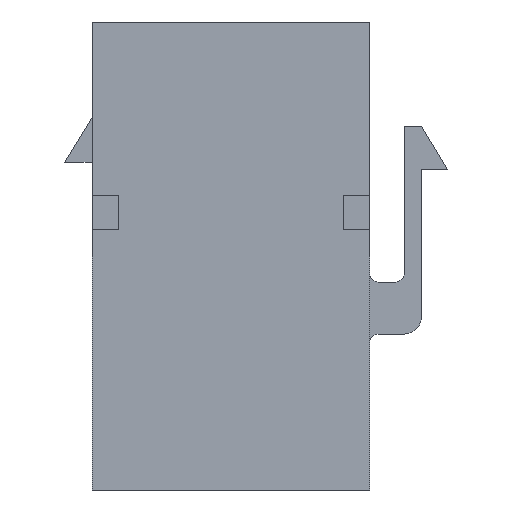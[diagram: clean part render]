
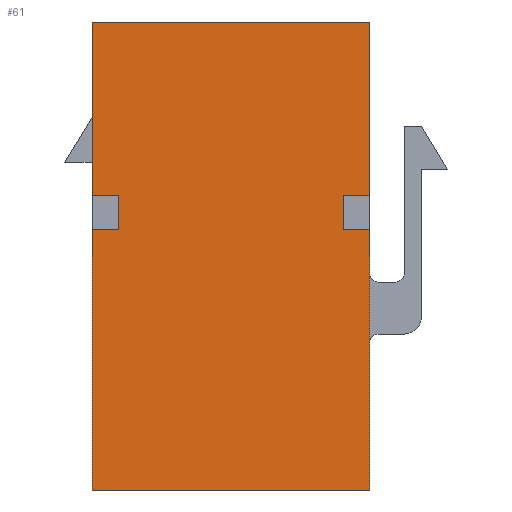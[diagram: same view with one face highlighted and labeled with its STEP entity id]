
A CAD part, left-side view. The second image highlights one B-rep face of the part: STEP entity #61.
In plain terms, the highlighted planar face has unit normal (-1, 0, 0).
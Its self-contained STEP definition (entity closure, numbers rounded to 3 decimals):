
#61 = ADVANCED_FACE ( 'NONE', ( #244 ), #1181, .F. ) ;
#94 = CARTESIAN_POINT ( 'NONE',  ( -7.25, -8., 0. ) ) ;
#127 = VERTEX_POINT ( 'NONE', #1831 ) ;
#205 = ORIENTED_EDGE ( 'NONE', *, *, #1369, .T. ) ;
#223 = VERTEX_POINT ( 'NONE', #828 ) ;
#244 = FACE_OUTER_BOUND ( 'NONE', #517, .T. ) ;
#251 = CARTESIAN_POINT ( 'NONE',  ( -7.25, -6.5, 15. ) ) ;
#262 = CARTESIAN_POINT ( 'NONE',  ( -7.25, 8., 17. ) ) ;
#292 = DIRECTION ( 'NONE',  ( 0., -1., 0. ) ) ;
#294 = VECTOR ( 'NONE', #2163, 1000. ) ;
#320 = EDGE_CURVE ( 'NONE', #854, #739, #1654, .T. ) ;
#321 = LINE ( 'NONE', #94, #1994 ) ;
#327 = ORIENTED_EDGE ( 'NONE', *, *, #1553, .T. ) ;
#330 = CARTESIAN_POINT ( 'NONE',  ( -7.25, -6.5, 15. ) ) ;
#341 = CARTESIAN_POINT ( 'NONE',  ( -7.25, 8., 27. ) ) ;
#342 = DIRECTION ( 'NONE',  ( 0., 0., -1. ) ) ;
#355 = ORIENTED_EDGE ( 'NONE', *, *, #392, .T. ) ;
#362 = VERTEX_POINT ( 'NONE', #251 ) ;
#392 = EDGE_CURVE ( 'NONE', #1851, #2063, #716, .T. ) ;
#455 = CARTESIAN_POINT ( 'NONE',  ( -7.25, 6.5, 15. ) ) ;
#464 = EDGE_CURVE ( 'NONE', #127, #362, #1442, .T. ) ;
#465 = CARTESIAN_POINT ( 'NONE',  ( -7.25, 8., 15. ) ) ;
#517 = EDGE_LOOP ( 'NONE', ( #1122, #1903, #639, #1195, #722, #2081, #720, #355, #327, #1500, #205, #2118 ) ) ;
#578 = LINE ( 'NONE', #1498, #1864 ) ;
#602 = DIRECTION ( 'NONE',  ( 0., 0., -1. ) ) ;
#639 = ORIENTED_EDGE ( 'NONE', *, *, #976, .T. ) ;
#646 = VERTEX_POINT ( 'NONE', #1000 ) ;
#649 = CARTESIAN_POINT ( 'NONE',  ( -7.25, -8., 27. ) ) ;
#683 = VECTOR ( 'NONE', #798, 1000. ) ;
#698 = EDGE_CURVE ( 'NONE', #223, #1526, #578, .T. ) ;
#706 = LINE ( 'NONE', #1785, #1155 ) ;
#713 = CARTESIAN_POINT ( 'NONE',  ( -7.25, -8., 27. ) ) ;
#716 = LINE ( 'NONE', #455, #1542 ) ;
#720 = ORIENTED_EDGE ( 'NONE', *, *, #1158, .F. ) ;
#722 = ORIENTED_EDGE ( 'NONE', *, *, #320, .F. ) ;
#739 = VERTEX_POINT ( 'NONE', #649 ) ;
#770 = VECTOR ( 'NONE', #960, 1000. ) ;
#798 = DIRECTION ( 'NONE',  ( 0., 1., 0. ) ) ;
#809 = CARTESIAN_POINT ( 'NONE',  ( -7.25, -8., 0. ) ) ;
#828 = CARTESIAN_POINT ( 'NONE',  ( -7.25, -8., 15. ) ) ;
#854 = VERTEX_POINT ( 'NONE', #1026 ) ;
#862 = DIRECTION ( 'NONE',  ( 0., 1., 0. ) ) ;
#894 = EDGE_CURVE ( 'NONE', #739, #646, #1108, .T. ) ;
#923 = LINE ( 'NONE', #341, #1809 ) ;
#949 = CARTESIAN_POINT ( 'NONE',  ( -7.25, 8., 0. ) ) ;
#960 = DIRECTION ( 'NONE',  ( 0., -1., 0. ) ) ;
#961 = VECTOR ( 'NONE', #1455, 1000. ) ;
#963 = VECTOR ( 'NONE', #342, 1000. ) ;
#964 = DIRECTION ( 'NONE',  ( 0., 0., -1. ) ) ;
#967 = CARTESIAN_POINT ( 'NONE',  ( -7.25, -8., 27. ) ) ;
#976 = EDGE_CURVE ( 'NONE', #127, #646, #1887, .T. ) ;
#1000 = CARTESIAN_POINT ( 'NONE',  ( -7.25, -8., 17. ) ) ;
#1020 = DIRECTION ( 'NONE',  ( 1., 0., 0. ) ) ;
#1026 = CARTESIAN_POINT ( 'NONE',  ( -7.25, 8., 27. ) ) ;
#1049 = AXIS2_PLACEMENT_3D ( 'NONE', #1333, #1020, #862 ) ;
#1100 = CARTESIAN_POINT ( 'NONE',  ( -7.25, -6.5, 17. ) ) ;
#1103 = DIRECTION ( 'NONE',  ( 0., -1., 0. ) ) ;
#1108 = LINE ( 'NONE', #713, #1600 ) ;
#1122 = ORIENTED_EDGE ( 'NONE', *, *, #1446, .F. ) ;
#1153 = CARTESIAN_POINT ( 'NONE',  ( -7.25, 6.5, 15. ) ) ;
#1155 = VECTOR ( 'NONE', #964, 1000. ) ;
#1158 = EDGE_CURVE ( 'NONE', #1851, #1917, #1627, .T. ) ;
#1181 = PLANE ( 'NONE',  #1049 ) ;
#1195 = ORIENTED_EDGE ( 'NONE', *, *, #894, .F. ) ;
#1224 = VERTEX_POINT ( 'NONE', #949 ) ;
#1275 = VERTEX_POINT ( 'NONE', #465 ) ;
#1333 = CARTESIAN_POINT ( 'NONE',  ( -7.25, -8., 27. ) ) ;
#1369 = EDGE_CURVE ( 'NONE', #1224, #1526, #321, .T. ) ;
#1442 = LINE ( 'NONE', #330, #963 ) ;
#1446 = EDGE_CURVE ( 'NONE', #362, #223, #1488, .T. ) ;
#1455 = DIRECTION ( 'NONE',  ( 0., -1., 0. ) ) ;
#1457 = CARTESIAN_POINT ( 'NONE',  ( -7.25, 6.5, 17. ) ) ;
#1484 = DIRECTION ( 'NONE',  ( 0., 0., -1. ) ) ;
#1488 = LINE ( 'NONE', #1797, #1833 ) ;
#1498 = CARTESIAN_POINT ( 'NONE',  ( -7.25, -8., 27. ) ) ;
#1500 = ORIENTED_EDGE ( 'NONE', *, *, #1602, .T. ) ;
#1505 = DIRECTION ( 'NONE',  ( 0., 0., -1. ) ) ;
#1526 = VERTEX_POINT ( 'NONE', #809 ) ;
#1542 = VECTOR ( 'NONE', #602, 1000. ) ;
#1553 = EDGE_CURVE ( 'NONE', #2063, #1275, #1967, .T. ) ;
#1600 = VECTOR ( 'NONE', #1708, 1000. ) ;
#1602 = EDGE_CURVE ( 'NONE', #1275, #1224, #923, .T. ) ;
#1627 = LINE ( 'NONE', #1457, #683 ) ;
#1654 = LINE ( 'NONE', #967, #770 ) ;
#1708 = DIRECTION ( 'NONE',  ( 0., 0., -1. ) ) ;
#1741 = CARTESIAN_POINT ( 'NONE',  ( -7.25, 6.5, 15. ) ) ;
#1785 = CARTESIAN_POINT ( 'NONE',  ( -7.25, 8., 27. ) ) ;
#1797 = CARTESIAN_POINT ( 'NONE',  ( -7.25, -6.5, 15. ) ) ;
#1809 = VECTOR ( 'NONE', #1505, 1000. ) ;
#1831 = CARTESIAN_POINT ( 'NONE',  ( -7.25, -6.5, 17. ) ) ;
#1833 = VECTOR ( 'NONE', #292, 1000. ) ;
#1851 = VERTEX_POINT ( 'NONE', #2086 ) ;
#1864 = VECTOR ( 'NONE', #1484, 1000. ) ;
#1887 = LINE ( 'NONE', #1100, #961 ) ;
#1903 = ORIENTED_EDGE ( 'NONE', *, *, #464, .F. ) ;
#1917 = VERTEX_POINT ( 'NONE', #262 ) ;
#1967 = LINE ( 'NONE', #1153, #294 ) ;
#1994 = VECTOR ( 'NONE', #1103, 1000. ) ;
#2063 = VERTEX_POINT ( 'NONE', #1741 ) ;
#2081 = ORIENTED_EDGE ( 'NONE', *, *, #2148, .T. ) ;
#2086 = CARTESIAN_POINT ( 'NONE',  ( -7.25, 6.5, 17. ) ) ;
#2118 = ORIENTED_EDGE ( 'NONE', *, *, #698, .F. ) ;
#2148 = EDGE_CURVE ( 'NONE', #854, #1917, #706, .T. ) ;
#2163 = DIRECTION ( 'NONE',  ( 0., 1., 0. ) ) ;
